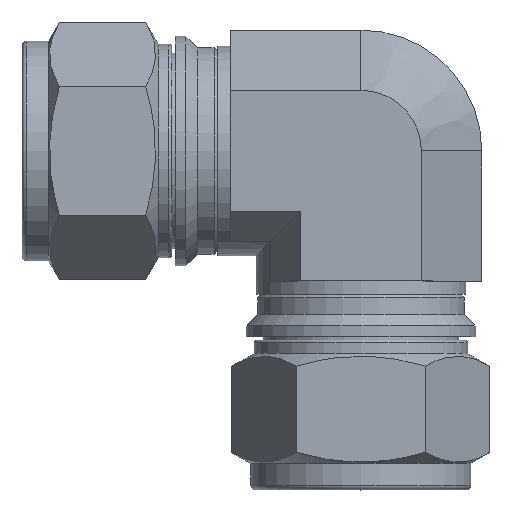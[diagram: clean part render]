
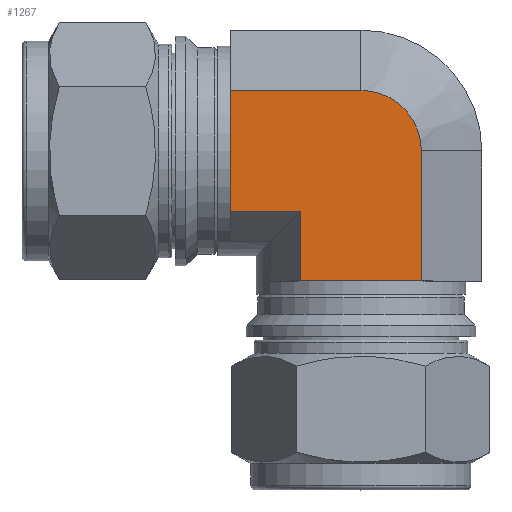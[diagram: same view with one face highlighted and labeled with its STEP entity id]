
A CAD part, top view. The second image highlights one B-rep face of the part: STEP entity #1267.
In plain terms, the highlighted planar face has unit normal (0, 0, 1).
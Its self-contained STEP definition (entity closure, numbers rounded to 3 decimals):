
#130=CIRCLE('',#1437,6.87);
#209=FACE_OUTER_BOUND('',#303,.T.);
#303=EDGE_LOOP('',(#1104,#1105,#1106,#1107,#1108,#1109,#1110,#1111,#1112));
#356=LINE('',#2145,#442);
#363=LINE('',#2168,#449);
#370=LINE('',#2192,#456);
#371=LINE('',#2197,#457);
#377=LINE('',#2210,#463);
#384=LINE('',#2224,#470);
#388=LINE('',#2232,#474);
#389=LINE('',#2236,#475);
#442=VECTOR('',#1718,10.);
#449=VECTOR('',#1741,10.);
#456=VECTOR('',#1764,10.);
#457=VECTOR('',#1769,10.);
#463=VECTOR('',#1781,10.);
#470=VECTOR('',#1796,10.);
#474=VECTOR('',#1808,10.);
#475=VECTOR('',#1813,10.);
#580=VERTEX_POINT('',#2140);
#582=VERTEX_POINT('',#2143);
#590=VERTEX_POINT('',#2167);
#597=VERTEX_POINT('',#2187);
#599=VERTEX_POINT('',#2190);
#601=VERTEX_POINT('',#2196);
#605=VERTEX_POINT('',#2208);
#608=VERTEX_POINT('',#2222);
#609=VERTEX_POINT('',#2234);
#736=EDGE_CURVE('',#582,#580,#356,.T.);
#747=EDGE_CURVE('',#580,#590,#363,.T.);
#758=EDGE_CURVE('',#599,#597,#370,.T.);
#760=EDGE_CURVE('',#597,#601,#371,.T.);
#766=EDGE_CURVE('',#605,#582,#377,.T.);
#774=EDGE_CURVE('',#608,#590,#384,.T.);
#779=EDGE_CURVE('',#608,#599,#388,.T.);
#780=EDGE_CURVE('',#609,#605,#130,.T.);
#781=EDGE_CURVE('',#609,#601,#389,.T.);
#1104=ORIENTED_EDGE('',*,*,#774,.T.);
#1105=ORIENTED_EDGE('',*,*,#747,.F.);
#1106=ORIENTED_EDGE('',*,*,#736,.F.);
#1107=ORIENTED_EDGE('',*,*,#766,.F.);
#1108=ORIENTED_EDGE('',*,*,#780,.F.);
#1109=ORIENTED_EDGE('',*,*,#781,.T.);
#1110=ORIENTED_EDGE('',*,*,#760,.F.);
#1111=ORIENTED_EDGE('',*,*,#758,.F.);
#1112=ORIENTED_EDGE('',*,*,#779,.F.);
#1185=PLANE('',#1436);
#1267=ADVANCED_FACE('',(#209),#1185,.T.);
#1436=AXIS2_PLACEMENT_3D('',#2233,#1809,#1810);
#1437=AXIS2_PLACEMENT_3D('',#2235,#1811,#1812);
#1718=DIRECTION('',(-1.,0.,0.));
#1741=DIRECTION('',(-1.,0.,0.));
#1764=DIRECTION('',(0.,1.,0.));
#1769=DIRECTION('',(0.,1.,0.));
#1781=DIRECTION('',(0.,-1.,0.));
#1796=DIRECTION('',(0.,-1.,0.));
#1808=DIRECTION('',(-1.,0.,0.));
#1809=DIRECTION('center_axis',(0.,0.,1.));
#1810=DIRECTION('ref_axis',(0.,1.,0.));
#1811=DIRECTION('center_axis',(0.,0.,
-1.));
#1812=DIRECTION('ref_axis',(0.,1.,0.));
#1813=DIRECTION('',(-1.,0.,0.));
#2140=CARTESIAN_POINT('',(0.,-14.8,11.9));
#2143=CARTESIAN_POINT('',(6.87,-14.8,11.9));
#2145=CARTESIAN_POINT('',(6.87,-14.8,11.9));
#2167=CARTESIAN_POINT('',(-6.87,-14.8,11.9));
#2168=CARTESIAN_POINT('',(6.87,-14.8,11.9));
#2187=CARTESIAN_POINT('',(-14.8,0.,11.9));
#2190=CARTESIAN_POINT('',(-14.8,-6.87,11.9));
#2192=CARTESIAN_POINT('',(-14.8,6.87,11.9));
#2196=CARTESIAN_POINT('',(-14.8,6.87,11.9));
#2197=CARTESIAN_POINT('',(-14.8,6.87,11.9));
#2208=CARTESIAN_POINT('',(6.87,0.,11.9));
#2210=CARTESIAN_POINT('',(6.87,0.,11.9));
#2222=CARTESIAN_POINT('',(-6.87,-6.87,11.9));
#2224=CARTESIAN_POINT('',(-6.87,0.,11.9));
#2232=CARTESIAN_POINT('',(0.,-6.87,11.9));
#2233=CARTESIAN_POINT('Origin',(0.,-6.87,11.9));
#2234=CARTESIAN_POINT('',(0.,6.87,11.9));
#2235=CARTESIAN_POINT('Origin',(0.,0.,
11.9));
#2236=CARTESIAN_POINT('',(0.,6.87,11.9));
